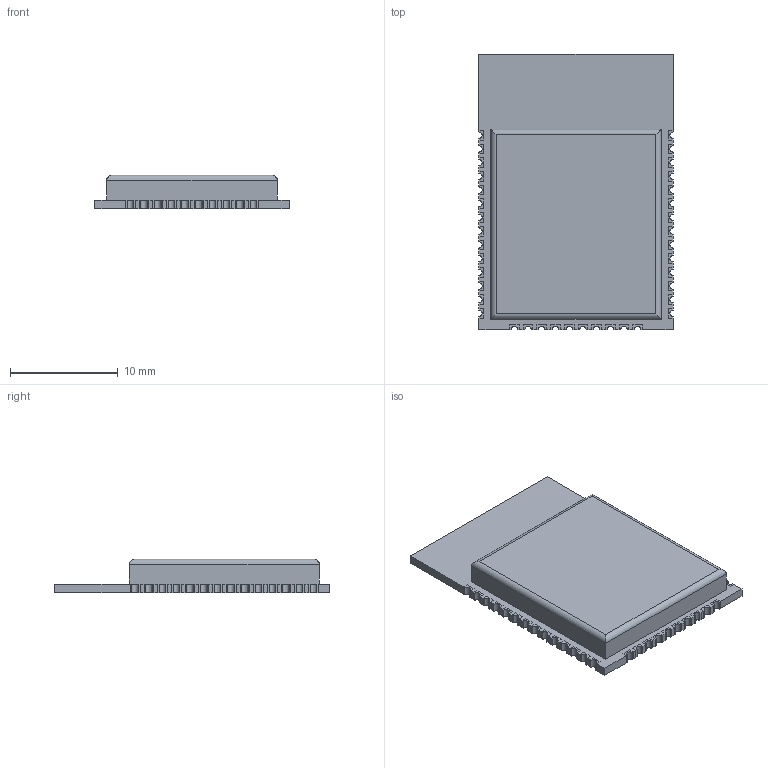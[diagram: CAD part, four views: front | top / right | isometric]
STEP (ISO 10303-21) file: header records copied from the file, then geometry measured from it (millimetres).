
FILE_DESCRIPTION(('FreeCAD Model'),'2;1');
FILE_NAME('ESP32-WROOM-32D v4_sp.step','2020-03-02T20:38:49',('kicad StepUp'),( 'ksu MCAD'),'Open CASCADE STEP processor 7.3','FreeCAD','Unknown');
FILE_SCHEMA(('AUTOMOTIVE_DESIGN { 1 0 10303 214 1 1 1 1 }'));
Length unit declared in the file: millimetre
Products named in the file (1): ESP32-WROOM-32D_v4_sp
Bounding box: 18 x 25.5 x 3.1 mm (x, y, z)
Volume: 999 mm3; surface area: 1126.4 mm2
Topology: 1 solids, 1 shells, 244 faces, 720 edges, 480 vertices
Faces by surface type: plane 202, cylinder 42
Entity records: 9766 total; most frequent: CARTESIAN_POINT 1445, ORIENTED_EDGE 1440, DIRECTION 1290, EDGE_CURVE 720, LINE 640, VECTOR 640, VERTEX_POINT 480, AXIS2_PLACEMENT_3D 325
